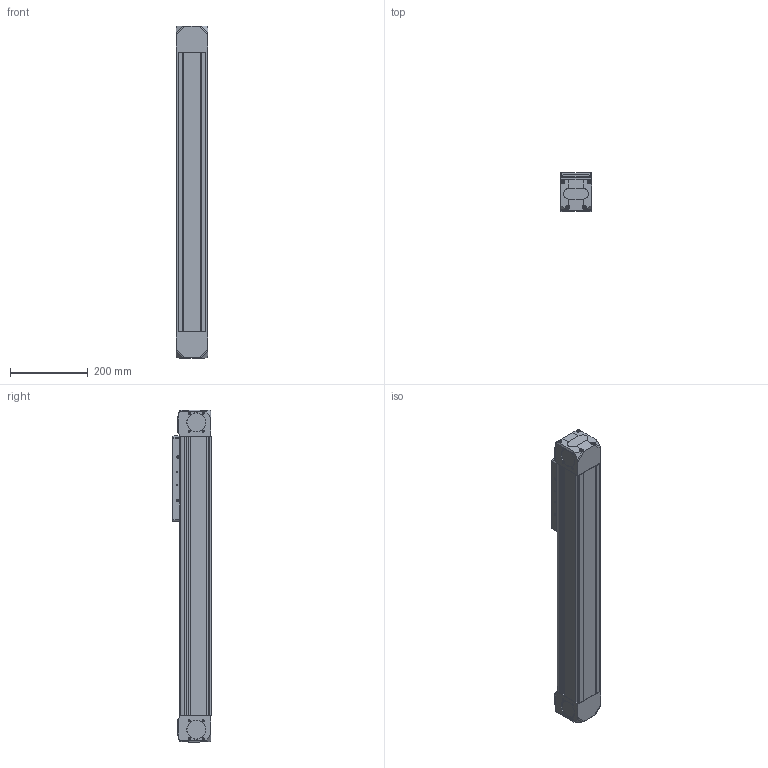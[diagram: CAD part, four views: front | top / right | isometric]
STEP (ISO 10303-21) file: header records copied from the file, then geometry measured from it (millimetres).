
FILE_DESCRIPTION(/* description */ ('STEP AP214'),/* implementation_level */ '2;1');
FILE_NAME(/* name */ '8176885_ELGD-TB-KF-80-500-0H-L-PU2',/* time_stamp */ '2025-04-30T11:22:01+02:00',/* author */ ('License CC BY-ND 4.0'),/* organization */ ('CADENAS'),/* preprocessor_version */ 'ST-DEVELOPER v19.3',/* originating_system */ 'PARTsolutions',/* authorisation */ ' ');
FILE_SCHEMA (('AUTOMOTIVE_DESIGN {1 0 10303 214 3 1 1}'));
Length unit declared in the file: millimetre
Products named in the file (5): 8176885 ELGD-TB-KF-80-500-0H-L-PU2---(0_0_high); 8176885 ELGD-TB-KF-80-500-0H-L---(high_h); 8176885 ELGD-TB-KF-80-L---(high_s); ISO-4026 M6x6; EGC-80-TB-KF__(CUP)
Assembly tree (9 placements, depth 2):
  8176885 ELGD-TB-KF-80-500-0H-L-PU2---(0_0_high)
    8176885 ELGD-TB-KF-80-500-0H-L---(high_h)
    8176885 ELGD-TB-KF-80-L---(high_s)
    ISO-4026 M6x6  x4
    EGC-80-TB-KF__(CUP)  x3
Bounding box: 82 x 99 x 853 mm (x, y, z)
Volume: 5094420 mm3; surface area: 602875.4 mm2
Topology: 9 solids, 9 shells, 683 faces, 1684 edges, 1064 vertices
Faces by surface type: plane 381, cylinder 176, cone 118, torus 8
Full cylindrical faces by diameter (mm): 2.459 x4, 4 x4, 4.134 x16, 4.917 x12, 6 x6, 8.5 x8, 10 x8, 16 x1, 24.5 x4, 32.172 x4, 39.828 x4, 42.7 x2, 47 x2, 48 x7
Entity records: 18212 total; most frequent: CARTESIAN_POINT 3138, DIRECTION 2920, ORIENTED_EDGE 2652, EDGE_CURVE 1326, AXIS2_PLACEMENT_3D 1031, VERTEX_POINT 965, FACE_BOUND 867, LINE 858
